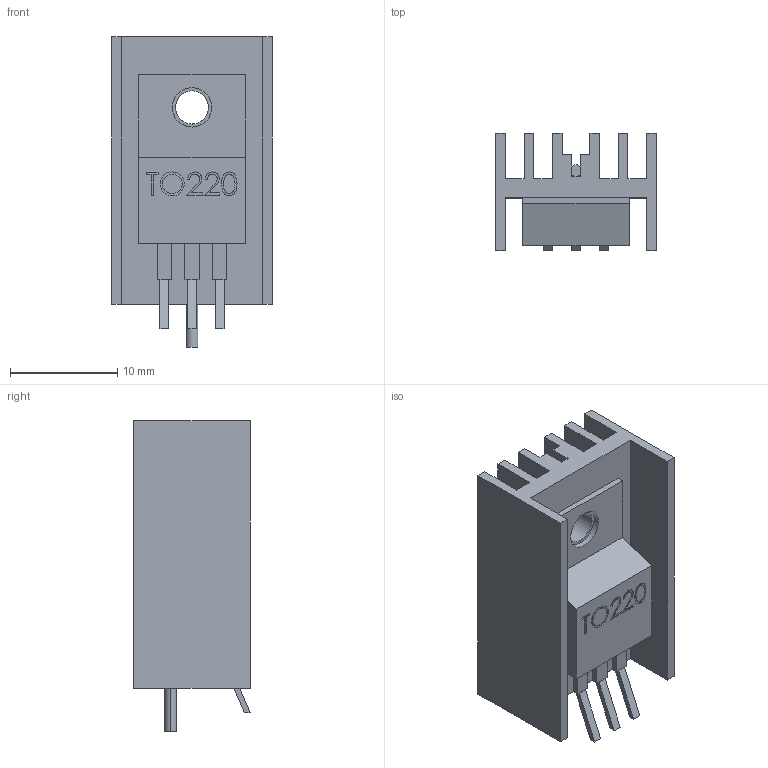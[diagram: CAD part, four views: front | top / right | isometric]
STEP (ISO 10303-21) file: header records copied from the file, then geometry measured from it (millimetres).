
FILE_DESCRIPTION (( 'STEP AP214' ), '1' );
FILE_NAME ('TO-220 (bend) + radiator.STEP', '2024-05-06T10:41:49', ( '' ), ( '' ), 'SwSTEP 2.0', 'SolidWorks 2024', '' );
FILE_SCHEMA (( 'AUTOMOTIVE_DESIGN' ));
Length unit declared in the file: millimetre
Products named in the file (5): Транзистор силовой.STEP; TO220 2 ножки (bend); TO-220 (bend) + radiator; Радиатор; ________.STEP
Assembly tree (4 placements, depth 4):
  TO-220 (bend) + radiator
    Радиатор
      Транзистор силовой.STEP
        ________.STEP
    TO220 2 ножки (bend)
Bounding box: 15 x 10.91 x 29 mm (x, y, z)
Volume: 1981.2 mm3; surface area: 3395.9 mm2
Topology: 4 solids, 4 shells, 162 faces, 421 edges, 276 vertices
Faces by surface type: plane 127, bspline 29, cylinder 6
Entity records: 8907 total; most frequent: CARTESIAN_POINT 3177, ORIENTED_EDGE 842, DIRECTION 667, EDGE_CURVE 421, LINE 343, VECTOR 343, VERTEX_POINT 276, EDGE_LOOP 175
